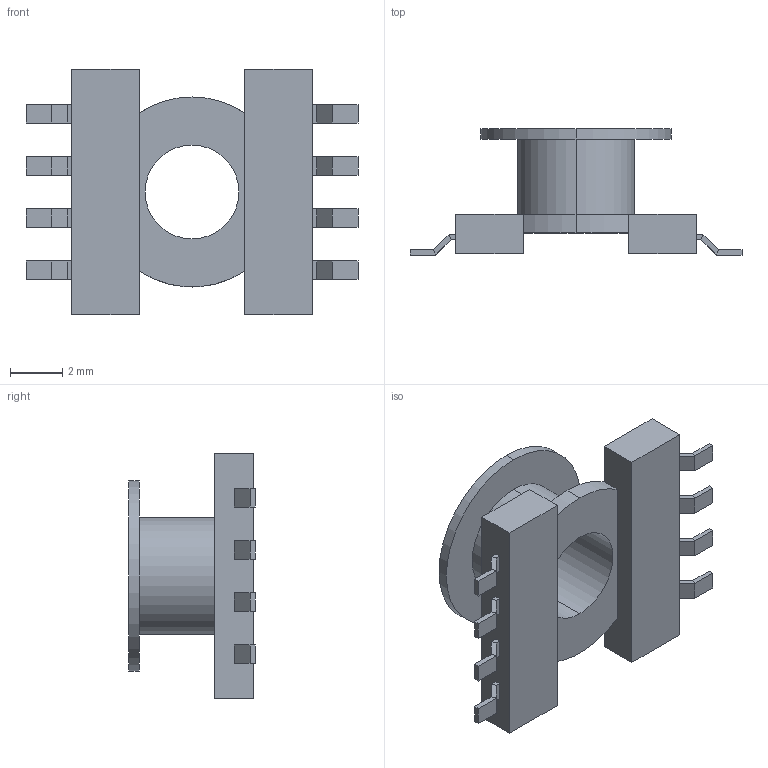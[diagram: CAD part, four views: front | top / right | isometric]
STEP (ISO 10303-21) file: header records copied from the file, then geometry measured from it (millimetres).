
FILE_DESCRIPTION (( 'STEP AP203' ), '1' );
FILE_NAME ('ER9.5蕾宒泂え.STEP', '2021-06-04T03:42:49', ( '' ), ( '' ), 'SwSTEP 2.0', 'SolidWorks 2021', '' );
FILE_SCHEMA (( 'CONFIG_CONTROL_DESIGN' ));
Length unit declared in the file: millimetre
Products named in the file (1): ER9.5蕾宒泂え
Bounding box: 12.75 x 4.86 x 9.42 mm (x, y, z)
Volume: 117.5 mm3; surface area: 379.3 mm2
Topology: 1 solids, 1 shells, 127 faces, 281 edges, 166 vertices
Faces by surface type: plane 118, cylinder 9
Entity records: 3442 total; most frequent: CARTESIAN_POINT 575, ORIENTED_EDGE 562, DIRECTION 555, EDGE_CURVE 281, LINE 263, VECTOR 263, VERTEX_POINT 166, AXIS2_PLACEMENT_3D 146
